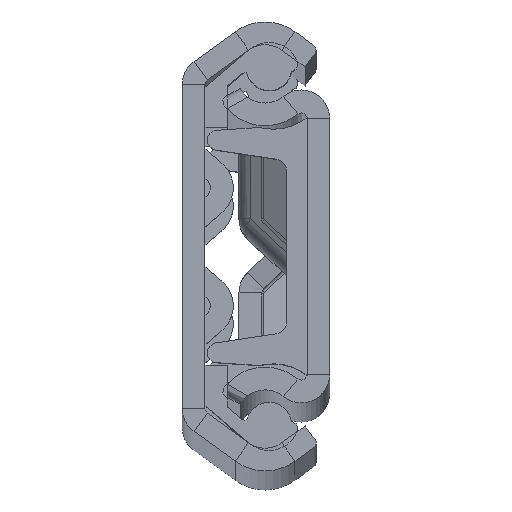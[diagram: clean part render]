
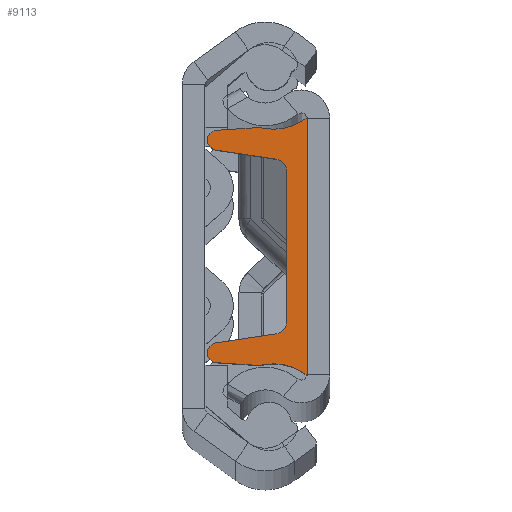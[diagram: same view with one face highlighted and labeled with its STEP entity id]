
A CAD part, top view. The second image highlights one B-rep face of the part: STEP entity #9113.
In plain terms, the highlighted face is planar.
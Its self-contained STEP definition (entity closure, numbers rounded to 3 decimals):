
#58 = DIRECTION ( 'NONE',  ( 0., 0., -1. ) ) ;
#166 = VECTOR ( 'NONE', #6084, 1000. ) ;
#175 = ORIENTED_EDGE ( 'NONE', *, *, #3137, .T. ) ;
#241 = ORIENTED_EDGE ( 'NONE', *, *, #5626, .F. ) ;
#715 = CARTESIAN_POINT ( 'NONE',  ( 6., 7.136, -1.074 ) ) ;
#794 = CARTESIAN_POINT ( 'NONE',  ( 6., 10.5, 4.216 ) ) ;
#918 = CARTESIAN_POINT ( 'NONE',  ( 6., 0., 0. ) ) ;
#934 = DIRECTION ( 'NONE',  ( 0., 0., -1. ) ) ;
#1078 = EDGE_CURVE ( 'NONE', #4530, #9356, #2335, .T. ) ;
#1189 = VECTOR ( 'NONE', #8840, 1000. ) ;
#1223 = CIRCLE ( 'NONE', #9801, 0.875 ) ;
#1297 = CARTESIAN_POINT ( 'NONE',  ( 6., -10.5, 4.216 ) ) ;
#1426 = ORIENTED_EDGE ( 'NONE', *, *, #3239, .T. ) ;
#1464 = DIRECTION ( 'NONE',  ( 1., 0., 0. ) ) ;
#1651 = DIRECTION ( 'NONE',  ( 0., 0., -1. ) ) ;
#1901 = VECTOR ( 'NONE', #4893, 1000. ) ;
#1927 = DIRECTION ( 'NONE',  ( 1., 0., 0. ) ) ;
#2110 = CARTESIAN_POINT ( 'NONE',  ( 6., 9.375, 8.8 ) ) ;
#2122 = CIRCLE ( 'NONE', #8017, 1. ) ;
#2129 = DIRECTION ( 'NONE',  ( 0., 0., -1. ) ) ;
#2165 = CARTESIAN_POINT ( 'NONE',  ( 6., 10.248, 7.983 ) ) ;
#2266 = DIRECTION ( 'NONE',  ( 0., -0.067, 0.998 ) ) ;
#2335 = CIRCLE ( 'NONE', #7227, 0.875 ) ;
#2447 = LINE ( 'NONE', #8181, #1901 ) ;
#2566 = AXIS2_PLACEMENT_3D ( 'NONE', #7286, #3038, #4887 ) ;
#2639 = CARTESIAN_POINT ( 'NONE',  ( 6., 15.35, 3. ) ) ;
#2702 = CARTESIAN_POINT ( 'NONE',  ( 6., 7.697, 2.651 ) ) ;
#2708 = CIRCLE ( 'NONE', #4731, 5. ) ;
#2868 = ORIENTED_EDGE ( 'NONE', *, *, #4139, .T. ) ;
#2882 = EDGE_CURVE ( 'NONE', #3388, #6028, #3300, .T. ) ;
#2899 = ORIENTED_EDGE ( 'NONE', *, *, #4231, .F. ) ;
#2917 = VERTEX_POINT ( 'NONE', #8696 ) ;
#3002 = PLANE ( 'NONE',  #5786 ) ;
#3032 = DIRECTION ( 'NONE',  ( 0., 0.149, -0.989 ) ) ;
#3038 = DIRECTION ( 'NONE',  ( 1., 0., 0. ) ) ;
#3085 = CIRCLE ( 'NONE', #5768, 0.875 ) ;
#3137 = EDGE_CURVE ( 'NONE', #7959, #8801, #9569, .T. ) ;
#3171 = DIRECTION ( 'NONE',  ( 1., 0., 0. ) ) ;
#3172 = CARTESIAN_POINT ( 'NONE',  ( 6., 10.734, 0.718 ) ) ;
#3239 = EDGE_CURVE ( 'NONE', #9356, #6028, #3085, .T. ) ;
#3300 = LINE ( 'NONE', #6350, #9600 ) ;
#3388 = VERTEX_POINT ( 'NONE', #1297 ) ;
#3537 = CARTESIAN_POINT ( 'NONE',  ( 6., -8.51, 8.055 ) ) ;
#3671 = LINE ( 'NONE', #7855, #166 ) ;
#3724 = CIRCLE ( 'NONE', #10087, 5. ) ;
#3967 = CARTESIAN_POINT ( 'NONE',  ( 6., -11.35, 0. ) ) ;
#4103 = EDGE_CURVE ( 'NONE', #5390, #9290, #2447, .T. ) ;
#4139 = EDGE_CURVE ( 'NONE', #8801, #6962, #1223, .T. ) ;
#4231 = EDGE_CURVE ( 'NONE', #5390, #8161, #9286, .T. ) ;
#4364 = ORIENTED_EDGE ( 'NONE', *, *, #7233, .F. ) ;
#4530 = VERTEX_POINT ( 'NONE', #3537 ) ;
#4690 = DIRECTION ( 'NONE',  ( 0., 0., -1. ) ) ;
#4731 = AXIS2_PLACEMENT_3D ( 'NONE', #10247, #3171, #10411 ) ;
#4887 = DIRECTION ( 'NONE',  ( 0., 0., -1. ) ) ;
#4893 = DIRECTION ( 'NONE',  ( 0., -1., 0. ) ) ;
#4977 = DIRECTION ( 'NONE',  ( 1., 0., 0. ) ) ;
#4993 = DIRECTION ( 'NONE',  ( 1., 0., 0. ) ) ;
#5179 = EDGE_CURVE ( 'NONE', #2917, #9290, #2122, .T. ) ;
#5184 = ORIENTED_EDGE ( 'NONE', *, *, #6195, .F. ) ;
#5311 = CARTESIAN_POINT ( 'NONE',  ( 6., -6.708, 2.8 ) ) ;
#5373 = ORIENTED_EDGE ( 'NONE', *, *, #5179, .F. ) ;
#5390 = VERTEX_POINT ( 'NONE', #6570 ) ;
#5398 = CARTESIAN_POINT ( 'NONE',  ( 6., -7.136, -1.074 ) ) ;
#5626 = EDGE_CURVE ( 'NONE', #4530, #2917, #8649, .T. ) ;
#5628 = DIRECTION ( 'NONE',  ( 0., 0., -1. ) ) ;
#5635 = LINE ( 'NONE', #715, #1189 ) ;
#5670 = CARTESIAN_POINT ( 'NONE',  ( 6., 6.708, 2.8 ) ) ;
#5750 = DIRECTION ( 'NONE',  ( 1., 0., 0. ) ) ;
#5761 = ORIENTED_EDGE ( 'NONE', *, *, #5922, .F. ) ;
#5768 = AXIS2_PLACEMENT_3D ( 'NONE', #6598, #5750, #934 ) ;
#5786 = AXIS2_PLACEMENT_3D ( 'NONE', #918, #5788, #5628 ) ;
#5788 = DIRECTION ( 'NONE',  ( 1., 0., 0. ) ) ;
#5808 = DIRECTION ( 'NONE',  ( 0., 0., -1. ) ) ;
#5883 = EDGE_LOOP ( 'NONE', ( #241, #6799, #1426, #9438, #5761, #5184, #4364, #175, #2868, #9562, #8659, #2899, #9564, #5373 ) ) ;
#5922 = EDGE_CURVE ( 'NONE', #8882, #3388, #2708, .T. ) ;
#6028 = VERTEX_POINT ( 'NONE', #9073 ) ;
#6084 = DIRECTION ( 'NONE',  ( 0., -1., 0. ) ) ;
#6185 = VECTOR ( 'NONE', #3032, 1000. ) ;
#6195 = EDGE_CURVE ( 'NONE', #6604, #8882, #3671, .T. ) ;
#6297 = DIRECTION ( 'NONE',  ( 0., 0.067, 0.998 ) ) ;
#6350 = CARTESIAN_POINT ( 'NONE',  ( 6., -10.734, 0.718 ) ) ;
#6570 = CARTESIAN_POINT ( 'NONE',  ( 6., 6.708, 1.8 ) ) ;
#6598 = CARTESIAN_POINT ( 'NONE',  ( 6., -9.375, 7.925 ) ) ;
#6604 = VERTEX_POINT ( 'NONE', #7368 ) ;
#6729 = CARTESIAN_POINT ( 'NONE',  ( 6., -6.708, 1.8 ) ) ;
#6799 = ORIENTED_EDGE ( 'NONE', *, *, #1078, .T. ) ;
#6962 = VERTEX_POINT ( 'NONE', #2110 ) ;
#7104 = CIRCLE ( 'NONE', #2566, 0.875 ) ;
#7227 = AXIS2_PLACEMENT_3D ( 'NONE', #8889, #1464, #4690 ) ;
#7233 = EDGE_CURVE ( 'NONE', #7959, #6604, #3724, .T. ) ;
#7286 = CARTESIAN_POINT ( 'NONE',  ( 6., 9.375, 7.925 ) ) ;
#7368 = CARTESIAN_POINT ( 'NONE',  ( 6., 11.35, 0. ) ) ;
#7451 = AXIS2_PLACEMENT_3D ( 'NONE', #5670, #8875, #1651 ) ;
#7590 = EDGE_CURVE ( 'NONE', #10024, #8161, #5635, .T. ) ;
#7855 = CARTESIAN_POINT ( 'NONE',  ( 6., 0., 0. ) ) ;
#7927 = VECTOR ( 'NONE', #2266, 1000. ) ;
#7959 = VERTEX_POINT ( 'NONE', #794 ) ;
#8017 = AXIS2_PLACEMENT_3D ( 'NONE', #5311, #1927, #2129 ) ;
#8161 = VERTEX_POINT ( 'NONE', #2702 ) ;
#8181 = CARTESIAN_POINT ( 'NONE',  ( 6., 0., 1.8 ) ) ;
#8232 = CARTESIAN_POINT ( 'NONE',  ( 6., 9.375, 7.925 ) ) ;
#8597 = EDGE_CURVE ( 'NONE', #6962, #10024, #7104, .T. ) ;
#8649 = LINE ( 'NONE', #5398, #6185 ) ;
#8659 = ORIENTED_EDGE ( 'NONE', *, *, #7590, .T. ) ;
#8696 = CARTESIAN_POINT ( 'NONE',  ( 6., -7.697, 2.651 ) ) ;
#8801 = VERTEX_POINT ( 'NONE', #2165 ) ;
#8840 = DIRECTION ( 'NONE',  ( 0., -0.149, -0.989 ) ) ;
#8875 = DIRECTION ( 'NONE',  ( 1., 0., 0. ) ) ;
#8882 = VERTEX_POINT ( 'NONE', #3967 ) ;
#8889 = CARTESIAN_POINT ( 'NONE',  ( 6., -9.375, 7.925 ) ) ;
#8935 = CARTESIAN_POINT ( 'NONE',  ( 6., 8.51, 8.055 ) ) ;
#9073 = CARTESIAN_POINT ( 'NONE',  ( 6., -10.248, 7.983 ) ) ;
#9084 = CARTESIAN_POINT ( 'NONE',  ( 6., -9.375, 8.8 ) ) ;
#9113 = ADVANCED_FACE ( 'NONE', ( #10181 ), #3002, .T. ) ;
#9286 = CIRCLE ( 'NONE', #7451, 1. ) ;
#9290 = VERTEX_POINT ( 'NONE', #6729 ) ;
#9356 = VERTEX_POINT ( 'NONE', #9084 ) ;
#9438 = ORIENTED_EDGE ( 'NONE', *, *, #2882, .F. ) ;
#9562 = ORIENTED_EDGE ( 'NONE', *, *, #8597, .T. ) ;
#9564 = ORIENTED_EDGE ( 'NONE', *, *, #4103, .T. ) ;
#9569 = LINE ( 'NONE', #3172, #7927 ) ;
#9600 = VECTOR ( 'NONE', #6297, 1000. ) ;
#9801 = AXIS2_PLACEMENT_3D ( 'NONE', #8232, #4993, #58 ) ;
#10024 = VERTEX_POINT ( 'NONE', #8935 ) ;
#10087 = AXIS2_PLACEMENT_3D ( 'NONE', #2639, #4977, #5808 ) ;
#10181 = FACE_OUTER_BOUND ( 'NONE', #5883, .T. ) ;
#10247 = CARTESIAN_POINT ( 'NONE',  ( 6., -15.35, 3. ) ) ;
#10411 = DIRECTION ( 'NONE',  ( 0., 0., -1. ) ) ;
